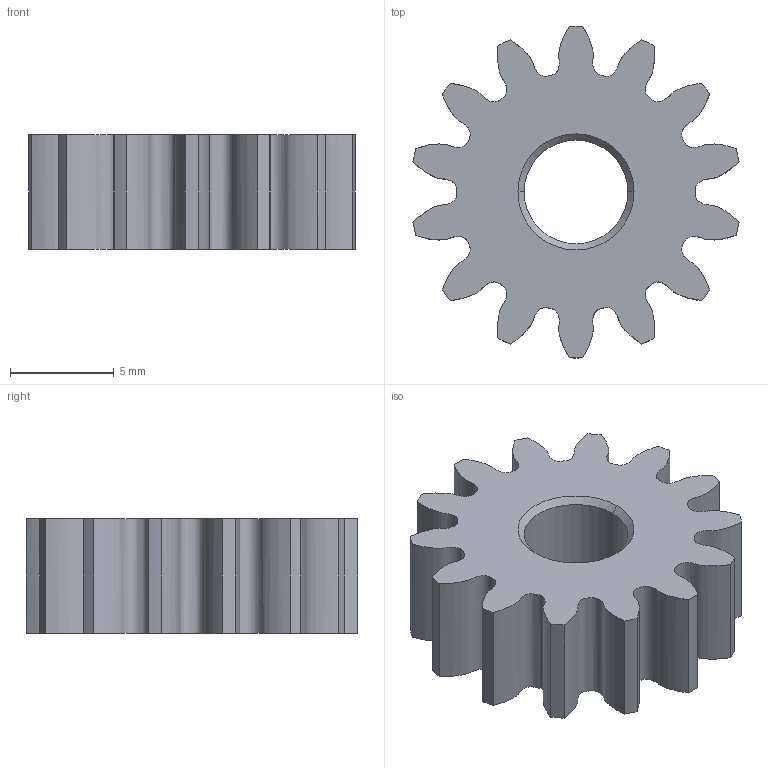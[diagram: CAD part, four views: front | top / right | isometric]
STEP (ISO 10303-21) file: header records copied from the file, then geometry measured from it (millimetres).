
FILE_DESCRIPTION (( 'STEP AP214' ), '1' );
FILE_NAME ('Gear00730.STEP', '2017-09-12T09:04:13', ( '13' ), ( '' ), 'SwSTEP 2.0', 'SolidWorks 2012', '' );
FILE_SCHEMA (( 'AUTOMOTIVE_DESIGN' ));
Length unit declared in the file: millimetre
Products named in the file (1): Gear00730
Bounding box: 15.73 x 16 x 5.5 mm (x, y, z)
Volume: 736.3 mm3; surface area: 814.1 mm2
Topology: 1 solids, 1 shells, 36 faces, 98 edges, 64 vertices
Faces by surface type: cylinder 16, bspline 14, cone 4, plane 2
Entity records: 5244 total; most frequent: CARTESIAN_POINT 4357, ORIENTED_EDGE 196, DIRECTION 152, EDGE_CURVE 98, VERTEX_POINT 64, AXIS2_PLACEMENT_3D 59, EDGE_LOOP 38, CIRCLE 36
